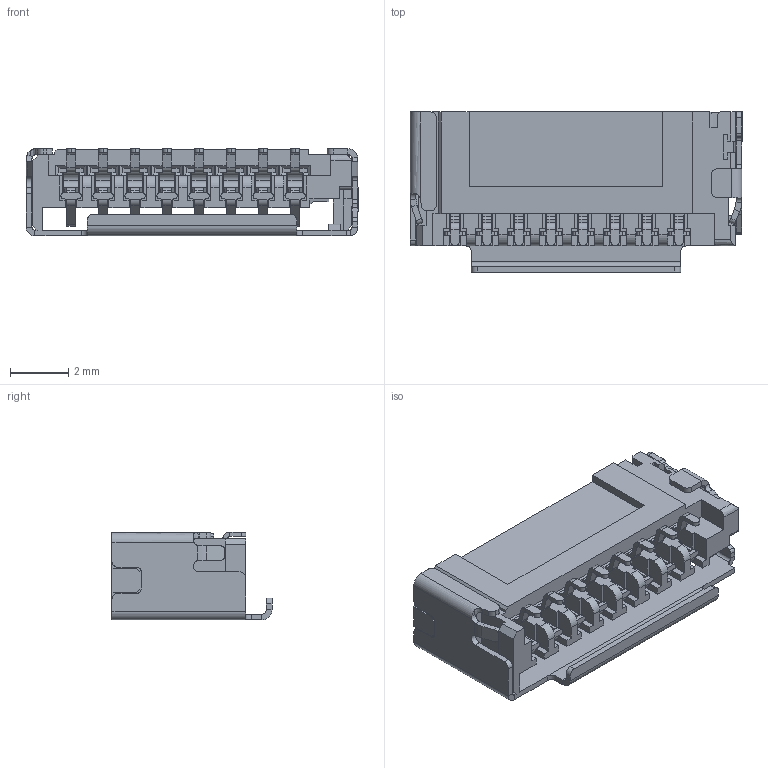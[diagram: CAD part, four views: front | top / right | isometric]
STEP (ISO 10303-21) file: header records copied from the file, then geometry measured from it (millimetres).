
FILE_DESCRIPTION (( 'STEP AP203' ), '1' );
FILE_NAME ('LCK-TF-111H3008-WLG.STEP', '2025-08-09T16:22:03', ( 'admin' ), ( '' ), 'SwSTEP 2.0', 'SolidWorks 2022', '' );
FILE_SCHEMA (( 'CONFIG_CONTROL_DESIGN' ));
Length unit declared in the file: millimetre
Products named in the file (1): LCK-TF-111H3008-WLG
Bounding box: 11.41 x 5.5 x 3.02 mm (x, y, z)
Volume: 74.7 mm3; surface area: 498.6 mm2
Topology: 1 solids, 17 shells, 1189 faces, 3183 edges, 1978 vertices
Faces by surface type: bspline 1189
Entity records: 37851 total; most frequent: CARTESIAN_POINT 11833, ORIENTED_EDGE 6366, DIRECTION 3745, EDGE_CURVE 3183, VECTOR 2365, LINE 2365, VERTEX_POINT 1978, EDGE_LOOP 1197
